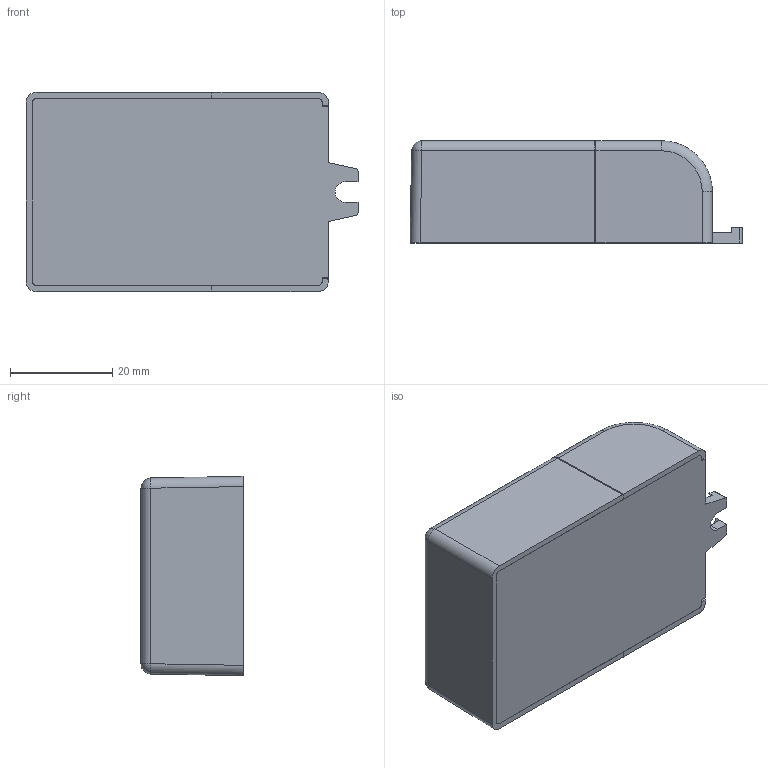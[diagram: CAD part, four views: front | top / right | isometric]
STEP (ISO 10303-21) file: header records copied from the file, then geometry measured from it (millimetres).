
FILE_DESCRIPTION((''),'2;1');
FILE_NAME('LIVC4AZ_ASM','2012-08-28T',('wsenga'),(''),'PRO/ENGINEER BY PARAMETRIC TECHNOLOGY CORPORATION, 2005030','PRO/ENGINEER BY PARAMETRIC TECHNOLOGY CORPORATION, 2005030','');
FILE_SCHEMA(('CONFIG_CONTROL_DESIGN'));
Length unit declared in the file: metre
Products named in the file (5): LIVC4AZ-BASE; LIVC4AZ-COVER; LIVC4AZ-SIDE; ASM0001_ASM; LIVC4AZ_ASM
Assembly tree (4 placements, depth 3):
  LIVC4AZ_ASM
    ASM0001_ASM
      LIVC4AZ-BASE
      LIVC4AZ-COVER
      LIVC4AZ-SIDE
Bounding box: 65 x 20.01 x 39.02 mm (x, y, z)
Volume: 11198.1 mm3; surface area: 20168.2 mm2
Topology: 3 solids, 3 shells, 599 faces, 1708 edges, 1118 vertices
Faces by surface type: plane 474, cylinder 82, torus 27, bspline 7, cone 5, sphere 4
Entity records: 20172 total; most frequent: CARTESIAN_POINT 4437, ORIENTED_EDGE 3408, DIRECTION 3036, EDGE_CURVE 1704, VECTOR 1424, LINE 1424, VERTEX_POINT 1118, AXIS2_PLACEMENT_3D 806
